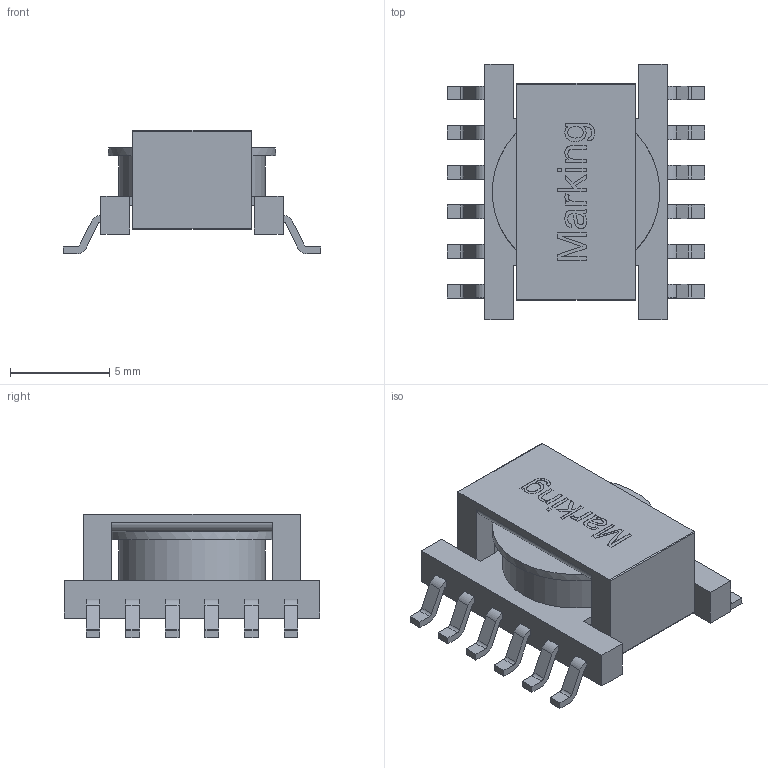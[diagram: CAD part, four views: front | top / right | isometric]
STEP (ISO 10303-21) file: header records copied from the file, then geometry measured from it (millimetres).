
FILE_DESCRIPTION(/* description */ ('Unknown'),/* implementation_level */ '2;1');
FILE_NAME(/* name */ 'T_Wurth_WE-FLEXHV-ER11.5',/* time_stamp */ '2025-09-15T16:34:09+08:00',/* author */ ('Unknown'),/* organization */ ('Unknown'),/* preprocessor_version */ 'ST-DEVELOPER v19.4',/* originating_system */ 'Solid Edge',/* authorisation */ 'Unknown');
FILE_SCHEMA (('AUTOMOTIVE_DESIGN {1 0 10303 214 3 1 1}'));
Length unit declared in the file: millimetre
Products named in the file (2): T_Wurth_WE-FLEXHV-ER11.5
Assembly tree (1 placements, depth 2):
  T_Wurth_WE-FLEXHV-ER11.5
    T_Wurth_WE-FLEXHV-ER11.5
Bounding box: 13 x 12.9 x 6.25 mm (x, y, z)
Volume: 377.4 mm3; surface area: 794.9 mm2
Topology: 1 solids, 1 shells, 253 faces, 675 edges, 449 vertices
Faces by surface type: plane 173, cylinder 65, bspline 15
Full cylindrical faces by diameter (mm): 4.25 x1, 4.45 x1, 7.4 x1, 8.45 x1
Entity records: 10261 total; most frequent: CARTESIAN_POINT 2309, ORIENTED_EDGE 1336, DIRECTION 1153, EDGE_CURVE 668, VERTEX_POINT 447, LINE 411, VECTOR 411, AXIS2_PLACEMENT_3D 371
